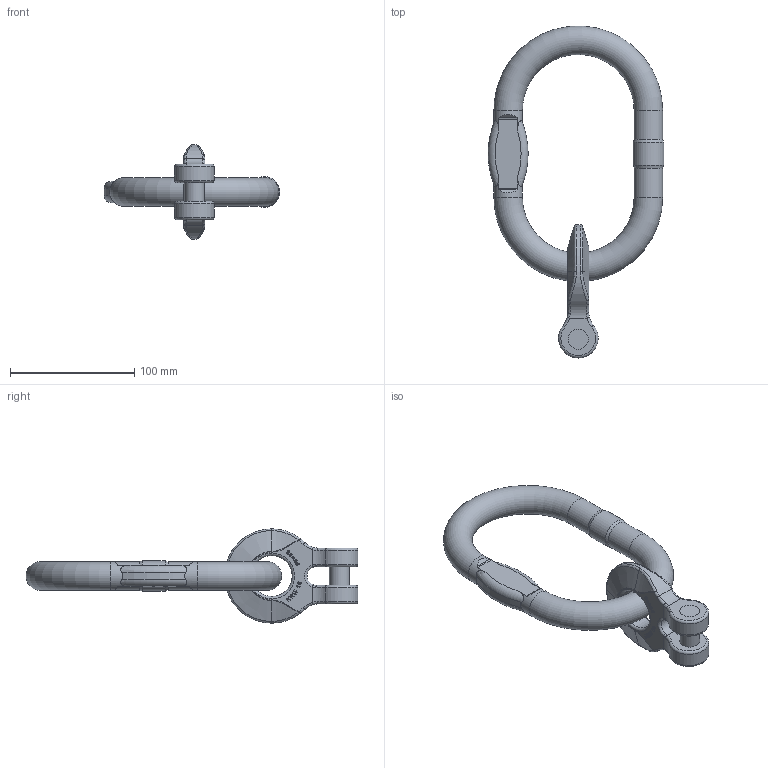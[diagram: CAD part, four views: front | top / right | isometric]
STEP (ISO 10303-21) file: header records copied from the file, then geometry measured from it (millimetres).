
FILE_DESCRIPTION(/* description */ (''),/* implementation_level */ '2;1');
FILE_NAME(/* name */ 'pewag_KAGW_1-13',/* time_stamp */ '2010-02-24T16:11:19+01:00',/* author */ (''),/* organization */ (''),/* preprocessor_version */ 'ST-DEVELOPER v9',/* originating_system */ 'UGS - NX 4.0',/* authorisation */ '');
FILE_SCHEMA (('AUTOMOTIVE_DESIGN { 1 0 10303 214 1 1 1 1 }'));
Length unit declared in the file: millimetre
Products named in the file (1): rit9D03c1ad
Bounding box: 141.41 x 267.43 x 76 mm (x, y, z)
Volume: 286009.4 mm3; surface area: 56625.7 mm2
Topology: 3 solids, 3 shells, 288 faces, 757 edges, 484 vertices
Faces by surface type: plane 102, extrusion 93, bspline 32, torus 30, cylinder 25, sphere 4, cone 2
Full cylindrical faces by diameter (mm): 16 x3, 23 x4, 24.725 x1, 33 x1
Entity records: 10733 total; most frequent: CARTESIAN_POINT 4405, ORIENTED_EDGE 1464, DIRECTION 934, EDGE_CURVE 732, VERTEX_POINT 478, B_SPLINE_CURVE_WITH_KNOTS 434, VECTOR 362, EDGE_LOOP 324
